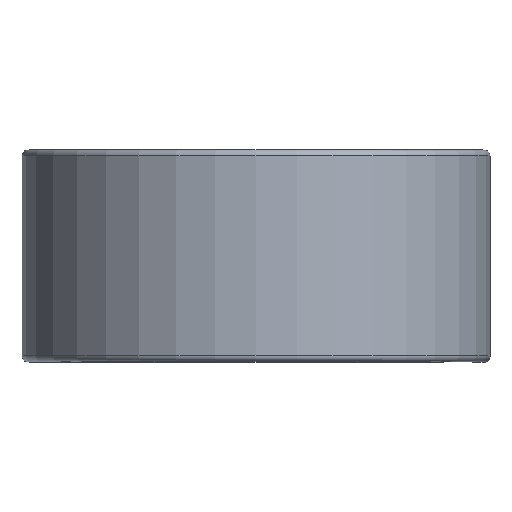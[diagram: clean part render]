
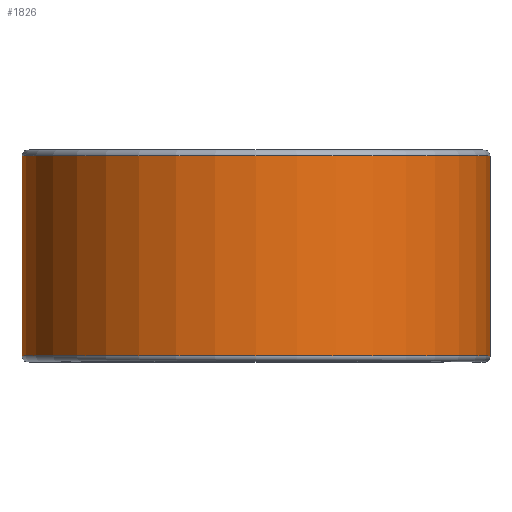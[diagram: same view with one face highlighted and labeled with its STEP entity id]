
A CAD part, top view. The second image highlights one B-rep face of the part: STEP entity #1826.
In plain terms, the highlighted cylindrical face has radius 29.794 mm (diameter 59.588 mm), a partial arc.
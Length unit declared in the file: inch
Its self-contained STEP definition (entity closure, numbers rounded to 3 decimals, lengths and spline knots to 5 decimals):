
#138 = VECTOR ( 'NONE', #1603, 39.37008 ) ;
#158 = DIRECTION ( 'NONE',  ( 0., 1., 0. ) ) ;
#208 = VECTOR ( 'NONE', #158, 39.37008 ) ;
#243 = FACE_OUTER_BOUND ( 'NONE', #1239, .T. ) ;
#265 = ORIENTED_EDGE ( 'NONE', *, *, #1002, .T. ) ;
#366 = DIRECTION ( 'NONE',  ( 0., -1., 0. ) ) ;
#383 = CARTESIAN_POINT ( 'NONE',  ( 1.173, -0.50125, 0. ) ) ;
#416 = CARTESIAN_POINT ( 'NONE',  ( 1.173, 0.50125, 0. ) ) ;
#469 = CARTESIAN_POINT ( 'NONE',  ( 0., -0.50125, -1.173 ) ) ;
#541 = CIRCLE ( 'NONE', #1762, 1.173 ) ;
#622 = CARTESIAN_POINT ( 'NONE',  ( 0., 0.5, 0. ) ) ;
#659 = LINE ( 'NONE', #1594, #138 ) ;
#724 = CARTESIAN_POINT ( 'NONE',  ( 0., -0.50125, 0. ) ) ;
#742 = CARTESIAN_POINT ( 'NONE',  ( 1.173, 0.50125, 0. ) ) ;
#797 = ORIENTED_EDGE ( 'NONE', *, *, #2439, .T. ) ;
#919 = DIRECTION ( 'NONE',  ( 0., 0., -1. ) ) ;
#962 = CYLINDRICAL_SURFACE ( 'NONE', #1581, 1.173 ) ;
#1002 = EDGE_CURVE ( 'NONE', #1118, #1726, #2177, .T. ) ;
#1118 = VERTEX_POINT ( 'NONE', #416 ) ;
#1166 = LINE ( 'NONE', #742, #208 ) ;
#1239 = EDGE_LOOP ( 'NONE', ( #797, #265, #1800, #1650 ) ) ;
#1380 = AXIS2_PLACEMENT_3D ( 'NONE', #1507, #366, #1703 ) ;
#1409 = VERTEX_POINT ( 'NONE', #383 ) ;
#1507 = CARTESIAN_POINT ( 'NONE',  ( 0., 0.50125, 0. ) ) ;
#1581 = AXIS2_PLACEMENT_3D ( 'NONE', #622, #1765, #1772 ) ;
#1594 = CARTESIAN_POINT ( 'NONE',  ( 0., 0.50125, -1.173 ) ) ;
#1603 = DIRECTION ( 'NONE',  ( 0., 1., 0. ) ) ;
#1650 = ORIENTED_EDGE ( 'NONE', *, *, #1763, .F. ) ;
#1703 = DIRECTION ( 'NONE',  ( 0., 0., -1. ) ) ;
#1726 = VERTEX_POINT ( 'NONE', #2421 ) ;
#1762 = AXIS2_PLACEMENT_3D ( 'NONE', #724, #2043, #919 ) ;
#1763 = EDGE_CURVE ( 'NONE', #1409, #1975, #541, .T. ) ;
#1765 = DIRECTION ( 'NONE',  ( 0., -1., 0. ) ) ;
#1772 = DIRECTION ( 'NONE',  ( 0., 0., -1. ) ) ;
#1800 = ORIENTED_EDGE ( 'NONE', *, *, #1899, .F. ) ;
#1826 = ADVANCED_FACE ( 'NONE', ( #243 ), #962, .T. ) ;
#1899 = EDGE_CURVE ( 'NONE', #1975, #1726, #659, .T. ) ;
#1975 = VERTEX_POINT ( 'NONE', #469 ) ;
#2043 = DIRECTION ( 'NONE',  ( 0., -1., 0. ) ) ;
#2177 = CIRCLE ( 'NONE', #1380, 1.173 ) ;
#2421 = CARTESIAN_POINT ( 'NONE',  ( 0., 0.50125, -1.173 ) ) ;
#2439 = EDGE_CURVE ( 'NONE', #1409, #1118, #1166, .T. ) ;
